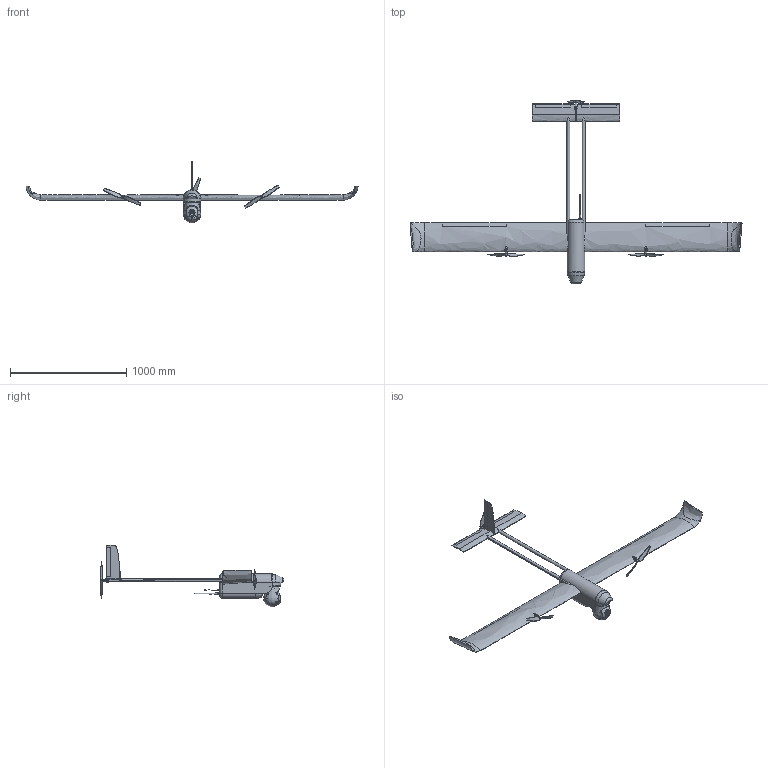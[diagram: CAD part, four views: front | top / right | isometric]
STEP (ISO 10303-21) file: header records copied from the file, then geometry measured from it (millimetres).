
FILE_DESCRIPTION(('FreeCAD Model'),'2;1');
FILE_NAME('Open CASCADE Shape Model','2025-04-26T21:30:58',('FreeCAD'),( 'FreeCAD'),'Open CASCADE STEP processor 7.6','FreeCAD','Unknown');
FILE_SCHEMA(('AUTOMOTIVE_DESIGN { 1 0 10303 214 1 1 1 1 }'));
Products named in the file (1): Open CASCADE STEP translator 7.6 1
Bounding box: 2855.69 x 1580 x 532.5 mm (x, y, z)
Volume: 30396863.9 mm3; surface area: 2540353.1 mm2
Topology: 15 solids, 15 shells, 527 faces, 1346 edges, 898 vertices
Faces by surface type: plane 206, cylinder 151, bspline 94, sphere 62, cone 7, torus 7
Full cylindrical faces by diameter (mm): 0.6 x36, 1.5 x2, 2.55 x2, 3 x2, 4 x30, 4.2 x2, 5 x2, 10 x1, 12 x1, 20 x1, 25 x1, 26 x2, 35 x3, 40 x1, 60 x1
Entity records: 50851 total; most frequent: CARTESIAN_POINT 38960, ORIENTED_EDGE 2592, DIRECTION 2203, EDGE_CURVE 1296, AXIS2_PLACEMENT_3D 910, VERTEX_POINT 898, FACE_BOUND 628, EDGE_LOOP 628
